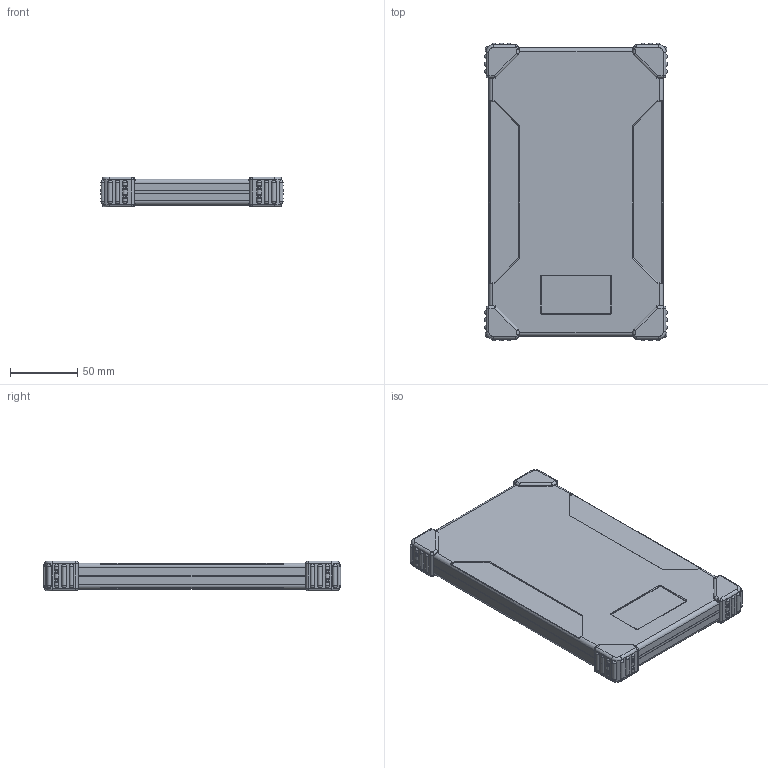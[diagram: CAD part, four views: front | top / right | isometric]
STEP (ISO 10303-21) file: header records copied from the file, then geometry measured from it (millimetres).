
FILE_DESCRIPTION(/* description */ (''),/* implementation_level */ '2;1');
FILE_NAME(/* name */ 'V88 Case Assembly CURRENT Export 2019 10 11.stp',/* time_stamp */ '2019-10-11T16:24:16-04:00',/* author */ ('Gabe'),/* organization */ (''),/* preprocessor_version */ 'ST-DEVELOPER v18',/* originating_system */ 'Autodesk Inventor 2020',/* authorisation */ '');
FILE_SCHEMA (('AUTOMOTIVE_DESIGN { 1 0 10303 214 3 1 1 }'));
Length unit declared in the file: millimetre
Products named in the file (10): V88 Case with Rev 9B5 Corners CURRENT; Corner Pcs Rev 2; Top Metal Rev 3 v15; Bottom Metal Rev 3 v14; Part534; Part536; Corner Pcs Rev 2(Mirror); Corner Pcs Rev 2(Mirror) (1); Corner Pcs Rev 2(Mirror)(Mirror); V88 Middle Rev 1 v10
Assembly tree (9 placements, depth 4):
  V88 Case with Rev 9B5 Corners CURRENT
    Corner Pcs Rev 2
    Top Metal Rev 3 v15
      Bottom Metal Rev 3 v14
        Part534
      Part536
    Corner Pcs Rev 2(Mirror)
    Corner Pcs Rev 2(Mirror) (1)
    Corner Pcs Rev 2(Mirror)(Mirror)
    V88 Middle Rev 1 v10
Bounding box: 136.13 x 221.53 x 22.3 mm (x, y, z)
Volume: 93811.3 mm3; surface area: 163935.1 mm2
Topology: 7 solids, 7 shells, 1012 faces, 2522 edges, 1552 vertices
Faces by surface type: cylinder 419, plane 274, bspline 156, sphere 80, torus 65, cone 18
Full cylindrical faces by diameter (mm): 2 x16, 6.5 x2, 10.518 x1
Entity records: 36829 total; most frequent: CARTESIAN_POINT 12574, ORIENTED_EDGE 5012, DIRECTION 4987, EDGE_CURVE 2506, AXIS2_PLACEMENT_3D 1917, VERTEX_POINT 1552, LINE 1153, VECTOR 1153
